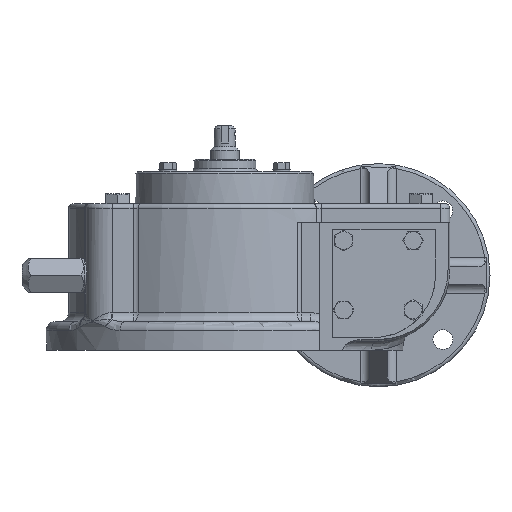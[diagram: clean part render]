
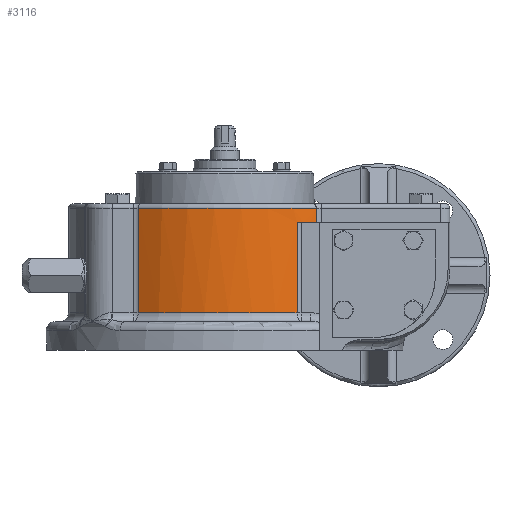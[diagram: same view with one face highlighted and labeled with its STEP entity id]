
A CAD part, left-side view. The second image highlights one B-rep face of the part: STEP entity #3116.
In plain terms, the highlighted cylindrical face has radius 87.5 mm (diameter 175 mm), a partial arc.
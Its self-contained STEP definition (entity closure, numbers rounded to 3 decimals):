
#3116 = ADVANCED_FACE( '', ( #6898 ), #6899, .T. );
#6898 = FACE_OUTER_BOUND( '', #16096, .T. );
#6899 = CYLINDRICAL_SURFACE( '', #16097, 87.5 );
#16096 = EDGE_LOOP( '', ( #27601, #27602, #27603, #27604, #27605, #27606 ) );
#16097 = AXIS2_PLACEMENT_3D( '', #27607, #27608, #27609 );
#27601 = ORIENTED_EDGE( '', *, *, #31745, .T. );
#27602 = ORIENTED_EDGE( '', *, *, #33004, .T. );
#27603 = ORIENTED_EDGE( '', *, *, #33875, .T. );
#27604 = ORIENTED_EDGE( '', *, *, #34811, .F. );
#27605 = ORIENTED_EDGE( '', *, *, #34018, .T. );
#27606 = ORIENTED_EDGE( '', *, *, #32128, .T. );
#27607 = CARTESIAN_POINT( '', ( 0., 0., 74.5 ) );
#27608 = DIRECTION( '', ( 0., 0., 1. ) );
#27609 = DIRECTION( '', ( -1., 0., 0. ) );
#31745 = EDGE_CURVE( '', #36295, #36300, #36302, .T. );
#32128 = EDGE_CURVE( '', #36959, #36295, #36965, .F. );
#33004 = EDGE_CURVE( '', #36300, #38365, #38368, .F. );
#33875 = EDGE_CURVE( '', #38365, #39647, #39649, .F. );
#34018 = EDGE_CURVE( '', #39846, #36959, #39847, .F. );
#34811 = EDGE_CURVE( '', #39846, #39647, #40865, .T. );
#36295 = VERTEX_POINT( '', #43674 );
#36300 = VERTEX_POINT( '', #43680 );
#36302 = LINE( '', #43682, #43683 );
#36959 = VERTEX_POINT( '', #45193 );
#36965 = CIRCLE( '', #45199, 87.5 );
#38365 = VERTEX_POINT( '', #48596 );
#38368 = CIRCLE( '', #48599, 87.5 );
#39647 = VERTEX_POINT( '', #51915 );
#39649 = LINE( '', #51917, #51918 );
#39846 = VERTEX_POINT( '', #52540 );
#39847 = LINE( '', #52541, #52542 );
#40865 = CIRCLE( '', #55040, 87.5 );
#43674 = CARTESIAN_POINT( '', ( -72.838, 48.486, 79.49 ) );
#43680 = CARTESIAN_POINT( '', ( -72.838, 48.486, 21. ) );
#43682 = CARTESIAN_POINT( '', ( -72.838, 48.486, 74.5 ) );
#43683 = VECTOR( '', #57079, 1000. );
#45193 = CARTESIAN_POINT( '', ( -70.946, -51.214, 79.49 ) );
#45199 = AXIS2_PLACEMENT_3D( '', #57506, #57507, #57508 );
#48596 = CARTESIAN_POINT( '', ( -77.568, -40.491, 21. ) );
#48599 = AXIS2_PLACEMENT_3D( '', #58409, #58410, #58411 );
#51915 = CARTESIAN_POINT( '', ( -77.568, -40.491, 71.5 ) );
#51917 = CARTESIAN_POINT( '', ( -77.568, -40.491, 74.5 ) );
#51918 = VECTOR( '', #59353, 1000. );
#52540 = CARTESIAN_POINT( '', ( -70.946, -51.214, 71.5 ) );
#52541 = CARTESIAN_POINT( '', ( -70.946, -51.214, 347.746 ) );
#52542 = VECTOR( '', #59473, 1000. );
#55040 = AXIS2_PLACEMENT_3D( '', #60204, #60205, #60206 );
#57079 = DIRECTION( '', ( 0., 0., -1. ) );
#57506 = CARTESIAN_POINT( '', ( 0., 0., 79.49 ) );
#57507 = DIRECTION( '', ( 0., 0., 1. ) );
#57508 = DIRECTION( '', ( 1., 0., 0. ) );
#58409 = CARTESIAN_POINT( '', ( 0., 0., 21. ) );
#58410 = DIRECTION( '', ( 0., 0., -1. ) );
#58411 = DIRECTION( '', ( -1., 0., 0. ) );
#59353 = DIRECTION( '', ( 0., 0., -1. ) );
#59473 = DIRECTION( '', ( 0., 0., -1. ) );
#60204 = CARTESIAN_POINT( '', ( 0., 0., 71.5 ) );
#60205 = DIRECTION( '', ( 0., 0., -1. ) );
#60206 = DIRECTION( '', ( -1., 0., 0. ) );
